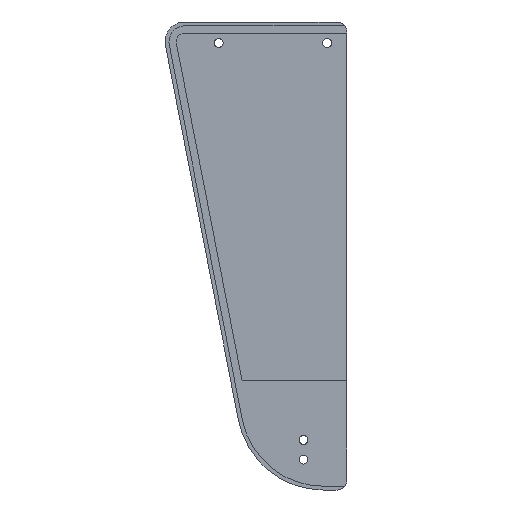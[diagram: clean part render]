
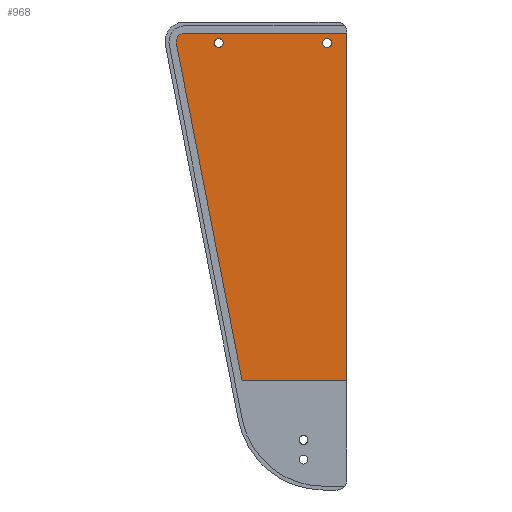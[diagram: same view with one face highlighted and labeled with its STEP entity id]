
A CAD part, left-side view. The second image highlights one B-rep face of the part: STEP entity #968.
In plain terms, the highlighted planar face has unit normal (-1, 0, 0).
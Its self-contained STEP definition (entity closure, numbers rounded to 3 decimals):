
#50=FACE_BOUND('',#212,.T.);
#51=FACE_BOUND('',#213,.T.);
#67=CIRCLE('',#1018,2.25);
#75=CIRCLE('',#1029,2.25);
#91=CIRCLE('',#1064,4.355);
#144=FACE_OUTER_BOUND('',#211,.T.);
#211=EDGE_LOOP('',(#855,#856,#857,#858,#859));
#212=EDGE_LOOP('',(#860));
#213=EDGE_LOOP('',(#861));
#223=LINE('',#1393,#310);
#282=LINE('',#1587,#369);
#292=LINE('',#1613,#379);
#301=LINE('',#1636,#388);
#310=VECTOR('',#1100,10.);
#369=VECTOR('',#1287,10.);
#379=VECTOR('',#1317,10.);
#388=VECTOR('',#1340,10.);
#397=VERTEX_POINT('',#1391);
#398=VERTEX_POINT('',#1392);
#423=VERTEX_POINT('',#1457);
#439=VERTEX_POINT('',#1496);
#468=VERTEX_POINT('',#1584);
#469=VERTEX_POINT('',#1586);
#474=VERTEX_POINT('',#1600);
#487=EDGE_CURVE('',#397,#398,#223,.T.);
#520=EDGE_CURVE('',#423,#423,#67,.T.);
#540=EDGE_CURVE('',#439,#439,#75,.T.);
#582=EDGE_CURVE('',#468,#469,#282,.T.);
#590=EDGE_CURVE('',#474,#468,#91,.T.);
#597=EDGE_CURVE('',#398,#469,#292,.T.);
#609=EDGE_CURVE('',#397,#474,#301,.T.);
#855=ORIENTED_EDGE('',*,*,#487,.T.);
#856=ORIENTED_EDGE('',*,*,#597,.T.);
#857=ORIENTED_EDGE('',*,*,#582,.F.);
#858=ORIENTED_EDGE('',*,*,#590,.F.);
#859=ORIENTED_EDGE('',*,*,#609,.F.);
#860=ORIENTED_EDGE('',*,*,#520,.F.);
#861=ORIENTED_EDGE('',*,*,#540,.F.);
#918=PLANE('',#1084);
#968=ADVANCED_FACE('',(#144,#50,#51),#918,.T.);
#1018=AXIS2_PLACEMENT_3D('',#1459,#1164,#1165);
#1029=AXIS2_PLACEMENT_3D('',#1498,#1198,#1199);
#1064=AXIS2_PLACEMENT_3D('',#1602,#1302,#1303);
#1084=AXIS2_PLACEMENT_3D('',#1650,#1360,#1361);
#1100=DIRECTION('',(0.,-1.,0.));
#1164=DIRECTION('center_axis',(-1.,0.,0.));
#1165=DIRECTION('ref_axis',(0.,0.,1.));
#1198=DIRECTION('center_axis',(-1.,0.,0.));
#1199=DIRECTION('ref_axis',(0.,0.,1.));
#1287=DIRECTION('',(0.,-1.,0.));
#1302=DIRECTION('center_axis',(1.,0.,0.));
#1303=DIRECTION('ref_axis',(0.,0.982,-0.191));
#1317=DIRECTION('',(0.,0.,1.));
#1340=DIRECTION('',(0.,0.191,0.982));
#1360=DIRECTION('center_axis',(-1.,0.,0.));
#1361=DIRECTION('ref_axis',(0.,0.,1.));
#1391=CARTESIAN_POINT('',(0.,21.144,20.));
#1392=CARTESIAN_POINT('',(0.,-32.,20.));
#1393=CARTESIAN_POINT('',(0.,25.572,20.));
#1457=CARTESIAN_POINT('',(0.,-22.,189.017));
#1459=CARTESIAN_POINT('Origin',(0.,-22.,191.267));
#1496=CARTESIAN_POINT('',(0.,33.,189.017));
#1498=CARTESIAN_POINT('Origin',(0.,33.,191.267));
#1584=CARTESIAN_POINT('',(0.,50.172,196.267));
#1586=CARTESIAN_POINT('',(0.,-32.,196.267));
#1587=CARTESIAN_POINT('',(0.,50.172,196.267));
#1600=CARTESIAN_POINT('',(0.,54.459,191.079));
#1602=CARTESIAN_POINT('Origin',(0.,50.184,
191.911));
#1613=CARTESIAN_POINT('',(0.,-32.,0.));
#1636=CARTESIAN_POINT('',(0.,39.635,114.953));
#1650=CARTESIAN_POINT('Origin',(0.,30.,95.));
